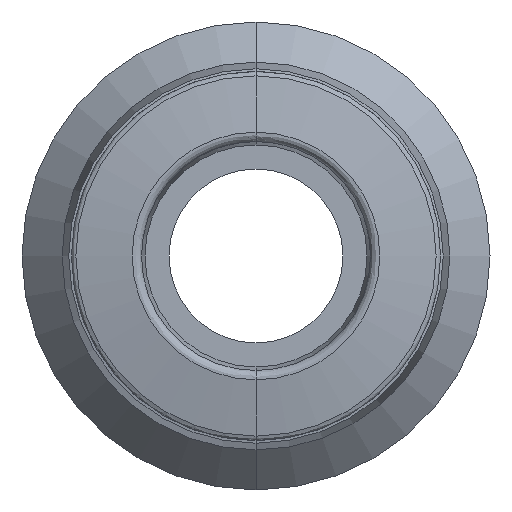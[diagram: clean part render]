
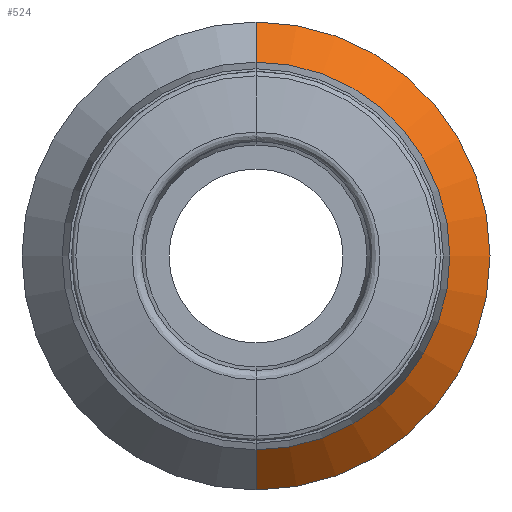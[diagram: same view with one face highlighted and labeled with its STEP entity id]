
A CAD part, front view. The second image highlights one B-rep face of the part: STEP entity #524.
In plain terms, the highlighted conical face has half-angle 45 degrees and reference radius 8.75 mm.
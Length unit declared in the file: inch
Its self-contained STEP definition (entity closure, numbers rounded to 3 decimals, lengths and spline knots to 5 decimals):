
#25 = DIRECTION ( 'NONE',  ( 0., 0., 1. ) ) ;
#64 = DIRECTION ( 'NONE',  ( 0., 1., 0. ) ) ;
#112 = AXIS2_PLACEMENT_3D ( 'NONE', #377, #353, #25 ) ;
#180 = DIRECTION ( 'NONE',  ( 0., 0.707, -0.707 ) ) ;
#195 = VERTEX_POINT ( 'NONE', #1226 ) ;
#200 = EDGE_LOOP ( 'NONE', ( #1218, #1937, #452, #1711 ) ) ;
#218 = CARTESIAN_POINT ( 'NONE',  ( 0., 0.99016, 0.34449 ) ) ;
#223 = DIRECTION ( 'NONE',  ( 0., 1., 0. ) ) ;
#350 = VERTEX_POINT ( 'NONE', #522 ) ;
#353 = DIRECTION ( 'NONE',  ( 0., 1., 0. ) ) ;
#377 = CARTESIAN_POINT ( 'NONE',  ( 0., 0.99016, 0. ) ) ;
#452 = ORIENTED_EDGE ( 'NONE', *, *, #1714, .F. ) ;
#522 = CARTESIAN_POINT ( 'NONE',  ( 0., 0.91142, -0.26575 ) ) ;
#524 = ADVANCED_FACE ( 'NONE', ( #1576 ), #1280, .T. ) ;
#547 = CIRCLE ( 'NONE', #1184, 0.34449 ) ;
#585 = VECTOR ( 'NONE', #180, 39.37008 ) ;
#821 = LINE ( 'NONE', #1931, #585 ) ;
#907 = VERTEX_POINT ( 'NONE', #1344 ) ;
#908 = LINE ( 'NONE', #218, #1079 ) ;
#1069 = CARTESIAN_POINT ( 'NONE',  ( 0., 0.99016, 0. ) ) ;
#1079 = VECTOR ( 'NONE', #1362, 39.37008 ) ;
#1148 = AXIS2_PLACEMENT_3D ( 'NONE', #1212, #223, #1370 ) ;
#1184 = AXIS2_PLACEMENT_3D ( 'NONE', #1069, #64, #1227 ) ;
#1212 = CARTESIAN_POINT ( 'NONE',  ( 0., 0.91142, 0. ) ) ;
#1218 = ORIENTED_EDGE ( 'NONE', *, *, #1930, .T. ) ;
#1226 = CARTESIAN_POINT ( 'NONE',  ( 0., 0.91142, 0.26575 ) ) ;
#1227 = DIRECTION ( 'NONE',  ( 0., 0., 1. ) ) ;
#1280 = CONICAL_SURFACE ( 'NONE', #112, 0.34449, 0.785 ) ;
#1344 = CARTESIAN_POINT ( 'NONE',  ( 0., 0.99016, 0.34449 ) ) ;
#1362 = DIRECTION ( 'NONE',  ( 0., 0.707, 0.707 ) ) ;
#1370 = DIRECTION ( 'NONE',  ( -1., 0., 0. ) ) ;
#1576 = FACE_OUTER_BOUND ( 'NONE', #200, .T. ) ;
#1669 = EDGE_CURVE ( 'NONE', #195, #907, #908, .T. ) ;
#1711 = ORIENTED_EDGE ( 'NONE', *, *, #1669, .F. ) ;
#1714 = EDGE_CURVE ( 'NONE', #907, #1822, #547, .T. ) ;
#1822 = VERTEX_POINT ( 'NONE', #1852 ) ;
#1823 = EDGE_CURVE ( 'NONE', #350, #1822, #821, .T. ) ;
#1852 = CARTESIAN_POINT ( 'NONE',  ( 0., 0.99016, -0.34449 ) ) ;
#1858 = CIRCLE ( 'NONE', #1148, 0.26575 ) ;
#1930 = EDGE_CURVE ( 'NONE', #195, #350, #1858, .T. ) ;
#1931 = CARTESIAN_POINT ( 'NONE',  ( 0., 0.99016, -0.34449 ) ) ;
#1937 = ORIENTED_EDGE ( 'NONE', *, *, #1823, .T. ) ;
